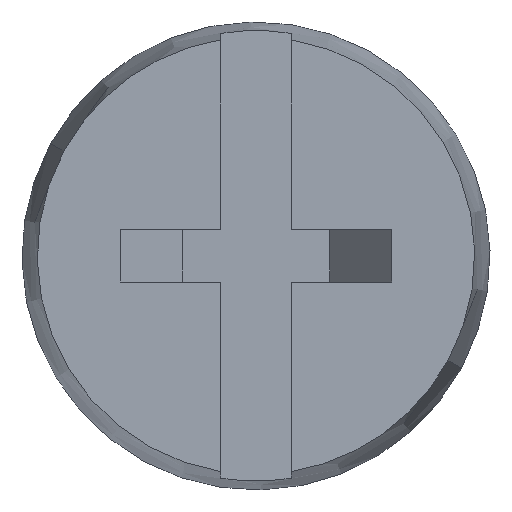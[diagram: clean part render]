
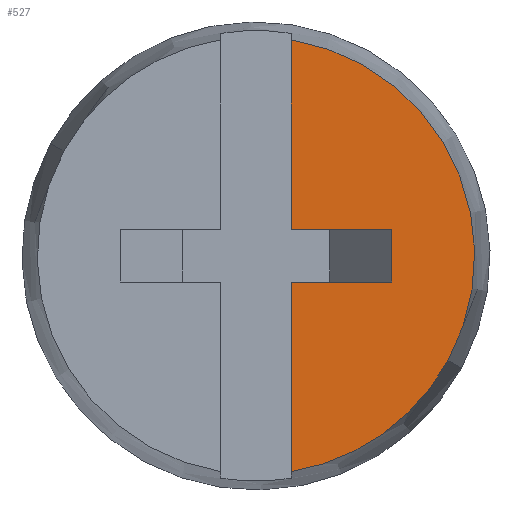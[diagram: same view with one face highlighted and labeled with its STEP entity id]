
A CAD part, top view. The second image highlights one B-rep face of the part: STEP entity #527.
In plain terms, the highlighted planar face has unit normal (0, 0, 1).
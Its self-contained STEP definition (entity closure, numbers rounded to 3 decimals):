
#376=AXIS2_PLACEMENT_3D('Circle Axis2P3D',#374,#375,$) ;
#443=AXIS2_PLACEMENT_3D('Circle Axis2P3D',#441,#442,$) ;
#483=AXIS2_PLACEMENT_3D('Plane Axis2P3D',#480,#481,#482) ;
#374=CARTESIAN_POINT('Axis2P3D Location',(2.668,2.668,12.)) ;
#378=CARTESIAN_POINT('Vertex',(3.068,5.129,12.)) ;
#380=CARTESIAN_POINT('Vertex',(4.856,1.473,12.)) ;
#441=CARTESIAN_POINT('Axis2P3D Location',(2.668,2.668,12.)) ;
#445=CARTESIAN_POINT('Vertex',(3.068,0.207,12.)) ;
#480=CARTESIAN_POINT('Axis2P3D Location',(2.668,2.668,12.)) ;
#485=CARTESIAN_POINT('Line Origine',(3.068,4.049,12.)) ;
#489=CARTESIAN_POINT('Vertex',(3.068,2.968,12.)) ;
#492=CARTESIAN_POINT('Line Origine',(3.643,2.968,12.)) ;
#496=CARTESIAN_POINT('Vertex',(4.218,2.968,12.)) ;
#499=CARTESIAN_POINT('Line Origine',(4.218,2.668,12.)) ;
#503=CARTESIAN_POINT('Vertex',(4.218,2.368,12.)) ;
#506=CARTESIAN_POINT('Line Origine',(3.643,2.368,12.)) ;
#510=CARTESIAN_POINT('Vertex',(3.068,2.368,12.)) ;
#513=CARTESIAN_POINT('Line Origine',(3.068,1.288,12.)) ;
#375=DIRECTION('Axis2P3D Direction',(0.,0.,-1.)) ;
#442=DIRECTION('Axis2P3D Direction',(0.,0.,-1.)) ;
#481=DIRECTION('Axis2P3D Direction',(0.,0.,-1.)) ;
#482=DIRECTION('Axis2P3D XDirection',(1.,0.,0.)) ;
#486=DIRECTION('Vector Direction',(0.,1.,0.)) ;
#493=DIRECTION('Vector Direction',(1.,0.,0.)) ;
#500=DIRECTION('Vector Direction',(0.,1.,0.)) ;
#507=DIRECTION('Vector Direction',(1.,0.,0.)) ;
#514=DIRECTION('Vector Direction',(0.,1.,0.)) ;
#487=VECTOR('Line Direction',#486,1.) ;
#494=VECTOR('Line Direction',#493,1.) ;
#501=VECTOR('Line Direction',#500,1.) ;
#508=VECTOR('Line Direction',#507,1.) ;
#515=VECTOR('Line Direction',#514,1.) ;
#519=ORIENTED_EDGE('',*,*,#491,.F.) ;
#520=ORIENTED_EDGE('',*,*,#498,.F.) ;
#521=ORIENTED_EDGE('',*,*,#505,.F.) ;
#522=ORIENTED_EDGE('',*,*,#512,.T.) ;
#523=ORIENTED_EDGE('',*,*,#517,.F.) ;
#524=ORIENTED_EDGE('',*,*,#447,.F.) ;
#525=ORIENTED_EDGE('',*,*,#382,.F.) ;
#527=ADVANCED_FACE('Hauptkoerper',(#526),#484,.F.) ;
#377=CIRCLE('generated circle',#376,2.493) ;
#444=CIRCLE('generated circle',#443,2.493) ;
#382=EDGE_CURVE('',#379,#381,#377,.T.) ;
#447=EDGE_CURVE('',#381,#446,#444,.T.) ;
#491=EDGE_CURVE('',#490,#379,#488,.T.) ;
#498=EDGE_CURVE('',#497,#490,#495,.F.) ;
#505=EDGE_CURVE('',#504,#497,#502,.T.) ;
#512=EDGE_CURVE('',#504,#511,#509,.F.) ;
#517=EDGE_CURVE('',#446,#511,#516,.T.) ;
#518=EDGE_LOOP('',(#519,#520,#521,#522,#523,#524,#525)) ;
#526=FACE_OUTER_BOUND('',#518,.T.) ;
#488=LINE('Line',#485,#487) ;
#495=LINE('Line',#492,#494) ;
#502=LINE('Line',#499,#501) ;
#509=LINE('Line',#506,#508) ;
#516=LINE('Line',#513,#515) ;
#484=PLANE('',#483) ;
#379=VERTEX_POINT('',#378) ;
#381=VERTEX_POINT('',#380) ;
#446=VERTEX_POINT('',#445) ;
#490=VERTEX_POINT('',#489) ;
#497=VERTEX_POINT('',#496) ;
#504=VERTEX_POINT('',#503) ;
#511=VERTEX_POINT('',#510) ;
